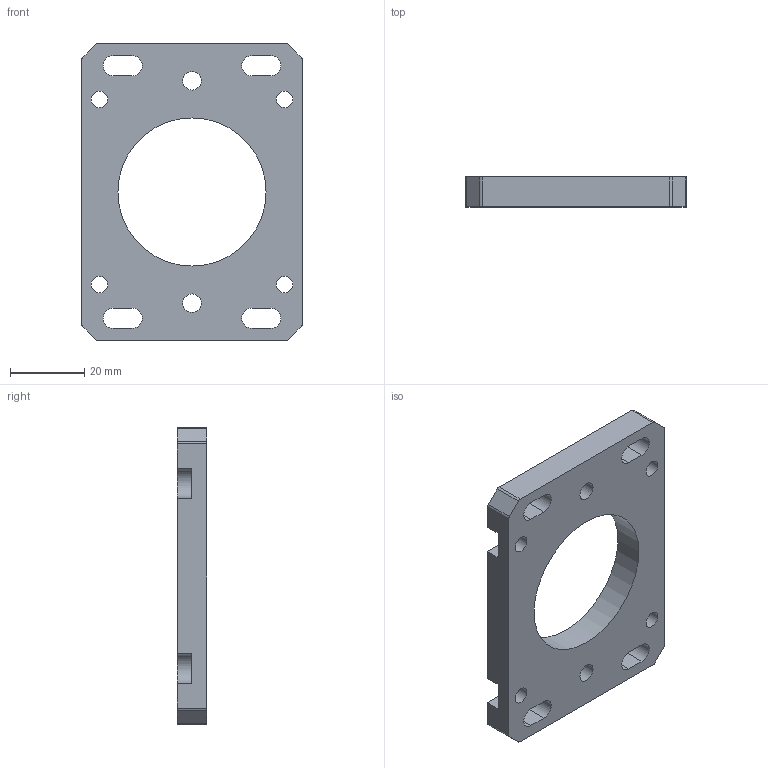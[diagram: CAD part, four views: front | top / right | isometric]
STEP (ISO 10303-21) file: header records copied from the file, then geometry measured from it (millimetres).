
FILE_DESCRIPTION(/* description */ (''),/* implementation_level */ '2;1');
FILE_NAME(/* name */ 'HECTOR_no_history v33_y-motor_adjust_slots v0.step',/* time_stamp */ '2018-07-16T19:28:21+02:00',/* author */ ('jaknil'),/* organization */ (''),/* preprocessor_version */ 'ST-DEVELOPER v17',/* originating_system */ 'Autodesk Translation Framework v7.1.0.215',/* authorisation */ '');
FILE_SCHEMA (('AUTOMOTIVE_DESIGN { 1 0 10303 214 3 1 1 }'));
Length unit declared in the file: millimetre
Products named in the file (1): HECTOR_no_history v33_y-motor_adjust_slots
Bounding box: 59.5 x 8 x 80.2 mm (x, y, z)
Volume: 24350.1 mm3; surface area: 11162.5 mm2
Topology: 1 solids, 1 shells, 57 faces, 166 edges, 111 vertices
Faces by surface type: plane 30, cylinder 27
Full cylindrical faces by diameter (mm): 4.5 x4, 5 x2, 40 x1
Entity records: 1980 total; most frequent: DIRECTION 337, CARTESIAN_POINT 335, ORIENTED_EDGE 332, EDGE_CURVE 166, AXIS2_PLACEMENT_3D 113, LINE 111, VECTOR 111, VERTEX_POINT 111
